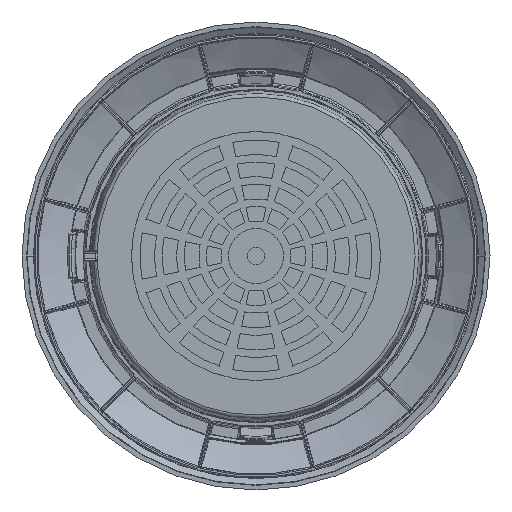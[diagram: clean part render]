
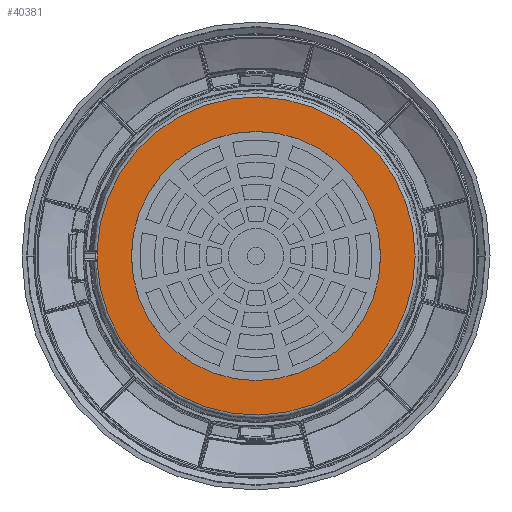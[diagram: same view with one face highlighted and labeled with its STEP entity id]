
A CAD part, top view. The second image highlights one B-rep face of the part: STEP entity #40381.
In plain terms, the highlighted planar face has unit normal (0, 0, 1).
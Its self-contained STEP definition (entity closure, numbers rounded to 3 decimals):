
#3718=CARTESIAN_POINT('',(-86.374,2.841,0.));
#3720=CARTESIAN_POINT('',(-86.374,-2.841,0.));
#9425=CARTESIAN_POINT('',(0.,0.,0.));
#9426=DIRECTION('',(0.,0.,1.));
#9427=DIRECTION('',(-1.,0.,0.));
#9428=AXIS2_PLACEMENT_3D('',#9425,#9426,#9427);
#9430=CARTESIAN_POINT('',(0.,0.,0.));
#9431=DIRECTION('',(0.,0.,1.));
#9432=DIRECTION('',(1.,0.,0.));
#9433=AXIS2_PLACEMENT_3D('',#9430,#9431,#9432);
#9445=DIRECTION('',(1.,0.,0.));
#9446=VECTOR('',#9445,0.434);
#9447=CARTESIAN_POINT('',(-86.808,2.841,0.));
#9448=LINE('',#9447,#9446);
#9449=DIRECTION('',(1.,0.,0.));
#9450=VECTOR('',#9449,0.434);
#9451=CARTESIAN_POINT('',(-86.808,-2.841,0.));
#9452=LINE('',#9451,#9450);
#9453=DIRECTION('',(0.,-1.,0.));
#9454=VECTOR('',#9453,5.681);
#9455=CARTESIAN_POINT('',(-86.374,2.841,0.));
#9456=LINE('',#9455,#9454);
#12204=CARTESIAN_POINT('',(-86.808,-2.841,0.));
#12214=CARTESIAN_POINT('',(0.,0.,0.));
#12215=DIRECTION('',(0.,0.,1.));
#12216=DIRECTION('',(-0.999,-0.033,0.));
#12217=AXIS2_PLACEMENT_3D('',#12214,#12215,#12216);
#12227=CARTESIAN_POINT('',(-86.808,2.841,0.));
#22279=CARTESIAN_POINT('',(-68.,0.,0.));
#22280=CARTESIAN_POINT('',(68.,0.,0.));
#22281=VERTEX_POINT('',#22279);
#22282=VERTEX_POINT('',#22280);
#25556=VERTEX_POINT('',#3718);
#25557=VERTEX_POINT('',#3720);
#25591=VERTEX_POINT('',#12227);
#25592=VERTEX_POINT('',#12204);
#40363=CARTESIAN_POINT('',(0.,0.,0.));
#40364=DIRECTION('',(0.,0.,-1.));
#40365=DIRECTION('',(1.,0.,0.));
#40366=AXIS2_PLACEMENT_3D('',#40363,#40364,#40365);
#40367=PLANE('',#40366);
#40368=ORIENTED_EDGE('',*,*,#32881,.F.);
#40370=ORIENTED_EDGE('',*,*,#40369,.F.);
#40371=ORIENTED_EDGE('',*,*,#40281,.T.);
#40372=ORIENTED_EDGE('',*,*,#32804,.F.);
#40373=EDGE_LOOP('',(#40368,#40370,#40371,#40372));
#40374=FACE_OUTER_BOUND('',#40373,.F.);
#40376=ORIENTED_EDGE('',*,*,#40375,.T.);
#40378=ORIENTED_EDGE('',*,*,#40377,.T.);
#40379=EDGE_LOOP('',(#40376,#40378));
#40380=FACE_BOUND('',#40379,.F.);
#40381=ADVANCED_FACE('',(#40374,#40380),#40367,.F.);
#9429=CIRCLE('',#9428,68.);
#9434=CIRCLE('',#9433,68.);
#12218=CIRCLE('',#12217,86.855);
#32804=EDGE_CURVE('',#25556,#25557,#9456,.T.);
#32881=EDGE_CURVE('',#25591,#25556,#9448,.T.);
#40281=EDGE_CURVE('',#25592,#25557,#9452,.T.);
#40369=EDGE_CURVE('',#25592,#25591,#12218,.T.);
#40375=EDGE_CURVE('',#22281,#22282,#9429,.T.);
#40377=EDGE_CURVE('',#22282,#22281,#9434,.T.);
